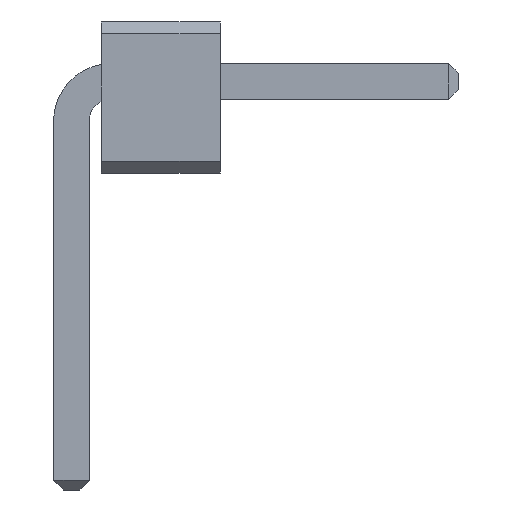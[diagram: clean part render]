
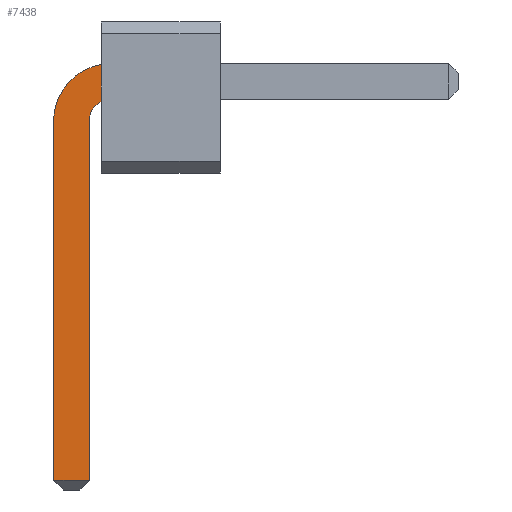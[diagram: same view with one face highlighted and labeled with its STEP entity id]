
A CAD part, front view. The second image highlights one B-rep face of the part: STEP entity #7438.
In plain terms, the highlighted planar face has unit normal (0, -1, 0).
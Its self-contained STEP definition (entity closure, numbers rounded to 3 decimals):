
#2720 = VERTEX_POINT('',#2721);
#2721 = CARTESIAN_POINT('',(0.25,-19.15,0.779));
#2729 = EDGE_CURVE('',#2720,#2730,#2732,.T.);
#2730 = VERTEX_POINT('',#2731);
#2731 = CARTESIAN_POINT('',(0.25,-19.15,0.467));
#2732 = LINE('',#2733,#2734);
#2733 = CARTESIAN_POINT('',(0.25,-19.15,0.1));
#2734 = VECTOR('',#2735,1.);
#2735 = DIRECTION('',(0.,0.,-1.));
#7353 = VERTEX_POINT('',#7354);
#7354 = CARTESIAN_POINT('',(-0.15,-19.15,0.335));
#7360 = EDGE_CURVE('',#7353,#2720,#7361,.T.);
#7361 = CIRCLE('',#7362,0.485);
#7362 = AXIS2_PLACEMENT_3D('',#7363,#7364,#7365);
#7363 = CARTESIAN_POINT('',(0.333,-19.15,0.302));
#7364 = DIRECTION('',(0.,1.,0.));
#7365 = DIRECTION('',(-0.998,0.,
0.069));
#7419 = EDGE_CURVE('',#2730,#7420,#7422,.T.);
#7420 = VERTEX_POINT('',#7421);
#7421 = CARTESIAN_POINT('',(0.15,-19.15,0.335));
#7422 = CIRCLE('',#7423,0.194);
#7423 = AXIS2_PLACEMENT_3D('',#7424,#7425,#7426);
#7424 = CARTESIAN_POINT('',(0.34,-19.15,0.295));
#7425 = DIRECTION('',(0.,-1.,0.));
#7426 = DIRECTION('',(-0.207,0.,0.978)
);
#7438 = ADVANCED_FACE('',(#7439),#7466,.F.);
#7439 = FACE_BOUND('',#7440,.F.);
#7440 = EDGE_LOOP('',(#7441,#7442,#7443,#7451,#7459,#7465));
#7441 = ORIENTED_EDGE('',*,*,#2729,.T.);
#7442 = ORIENTED_EDGE('',*,*,#7419,.T.);
#7443 = ORIENTED_EDGE('',*,*,#7444,.T.);
#7444 = EDGE_CURVE('',#7420,#7445,#7447,.T.);
#7445 = VERTEX_POINT('',#7446);
#7446 = CARTESIAN_POINT('',(0.15,-19.15,-2.72));
#7447 = LINE('',#7448,#7449);
#7448 = CARTESIAN_POINT('',(0.15,-19.15,0.335));
#7449 = VECTOR('',#7450,1.);
#7450 = DIRECTION('',(0.,0.,-1.));
#7451 = ORIENTED_EDGE('',*,*,#7452,.T.);
#7452 = EDGE_CURVE('',#7445,#7453,#7455,.T.);
#7453 = VERTEX_POINT('',#7454);
#7454 = CARTESIAN_POINT('',(-0.15,-19.15,-2.72));
#7455 = LINE('',#7456,#7457);
#7456 = CARTESIAN_POINT('',(0.15,-19.15,-2.72));
#7457 = VECTOR('',#7458,1.);
#7458 = DIRECTION('',(-1.,0.,0.));
#7459 = ORIENTED_EDGE('',*,*,#7460,.T.);
#7460 = EDGE_CURVE('',#7453,#7353,#7461,.T.);
#7461 = LINE('',#7462,#7463);
#7462 = CARTESIAN_POINT('',(-0.15,-19.15,-2.8));
#7463 = VECTOR('',#7464,1.);
#7464 = DIRECTION('',(0.,0.,1.));
#7465 = ORIENTED_EDGE('',*,*,#7360,.T.);
#7466 = PLANE('',#7467);
#7467 = AXIS2_PLACEMENT_3D('',#7468,#7469,#7470);
#7468 = CARTESIAN_POINT('',(0.841,-19.15,-0.301));
#7469 = DIRECTION('',(0.,1.,-0.));
#7470 = DIRECTION('',(0.,0.,-1.));
